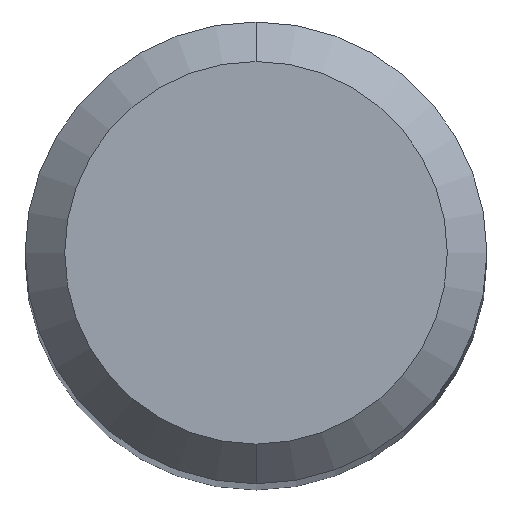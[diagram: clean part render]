
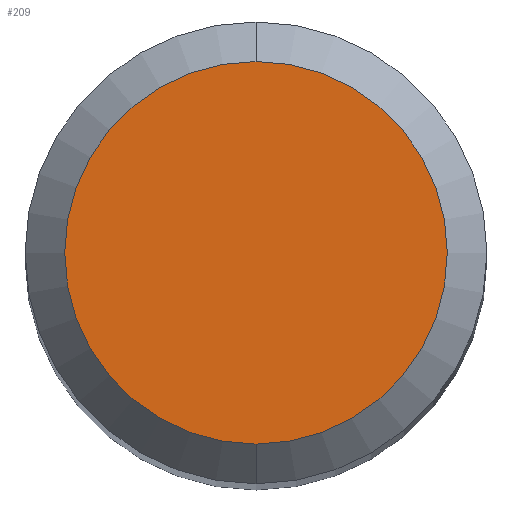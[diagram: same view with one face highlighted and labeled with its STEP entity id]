
A CAD part, top view. The second image highlights one B-rep face of the part: STEP entity #209.
In plain terms, the highlighted planar face has unit normal (0, 0, 1).
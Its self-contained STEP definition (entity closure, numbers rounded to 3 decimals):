
#145=VERTEX_POINT('',#361);
#173=EDGE_CURVE('',#321,#145,#391,.T.);
#209=ADVANCED_FACE('',(#435),#436,.T.);
#223=EDGE_CURVE('',#145,#321,#451,.T.);
#321=VERTEX_POINT('',#561);
#361=CARTESIAN_POINT('',(0.,-1.45,0.0));
#391=CIRCLE('',#645,1.45);
#435=FACE_OUTER_BOUND('',#696,.T.);
#436=PLANE('',#697);
#451=CIRCLE('',#717,1.45);
#561=CARTESIAN_POINT('',(0.0,1.45,0.0));
#645=AXIS2_PLACEMENT_3D('',#909,#910,#911);
#696=EDGE_LOOP('',(#985,#986));
#697=AXIS2_PLACEMENT_3D('',#987,#988,#989);
#717=AXIS2_PLACEMENT_3D('',#1004,#1005,#1006);
#909=CARTESIAN_POINT('',(0.0,0.0,0.0));
#910=DIRECTION('',(0.0,0.0,-1.0));
#911=DIRECTION('',(0.0,1.0,0.0));
#985=ORIENTED_EDGE('',*,*,#173,.F.);
#986=ORIENTED_EDGE('',*,*,#223,.F.);
#987=CARTESIAN_POINT('',(0.0,0.725,0.0));
#988=DIRECTION('',(-0.0,0.0,1.0));
#989=DIRECTION('',(0.0,-1.0,0.0));
#1004=CARTESIAN_POINT('',(0.0,0.0,0.0));
#1005=DIRECTION('',(0.0,0.0,-1.0));
#1006=DIRECTION('',(0.0,1.0,0.0));
